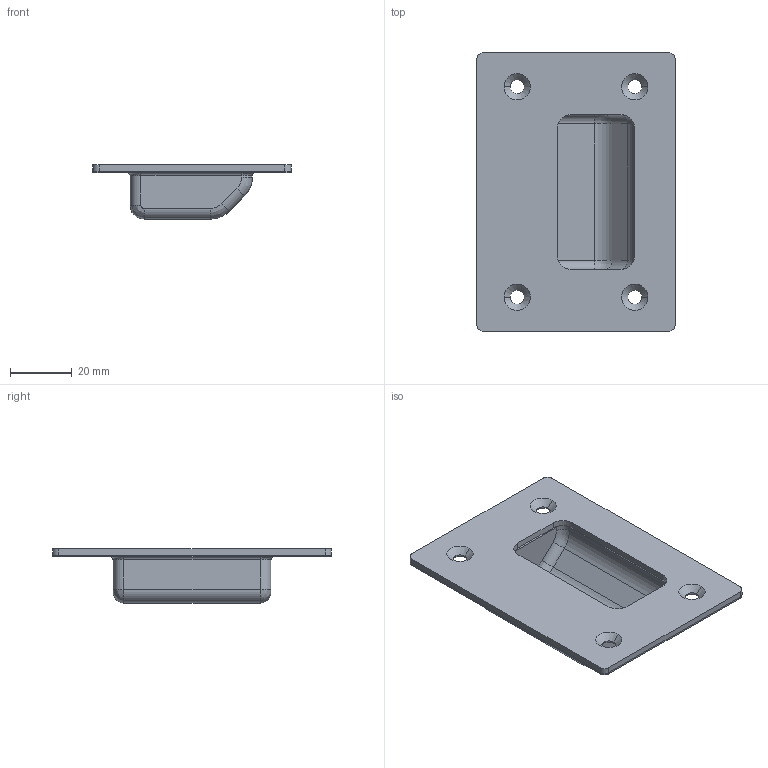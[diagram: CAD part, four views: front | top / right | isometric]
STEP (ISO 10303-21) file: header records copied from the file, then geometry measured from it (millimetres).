
FILE_DESCRIPTION(/* description */ (''),/* implementation_level */ '2;1');
FILE_NAME(/* name */ 'LS603-2',/* time_stamp */ '2026-03-25T10:34:07+08:00',/* author */ (''),/* organization */ (''),/* preprocessor_version */ 'ST-DEVELOPER v19.2',/* originating_system */ 'Rhino 8.5',/* authorisation */ '');
FILE_SCHEMA (('CONFIG_CONTROL_DESIGN'));
Length unit declared in the file: millimetre
Products named in the file (1): Document
Bounding box: 64 x 90 x 17.5 mm (x, y, z)
Volume: 12643.5 mm3; surface area: 25315.4 mm2
Topology: 2 solids, 2 shells, 106 faces, 260 edges, 160 vertices
Faces by surface type: cylinder 50, plane 28, bspline 28
Entity records: 3649 total; most frequent: CARTESIAN_POINT 1252, ORIENTED_EDGE 520, DIRECTION 354, EDGE_CURVE 260, AXIS2_PLACEMENT_3D 216, VERTEX_POINT 160, TRIMMED_CURVE 136, CIRCLE 136
